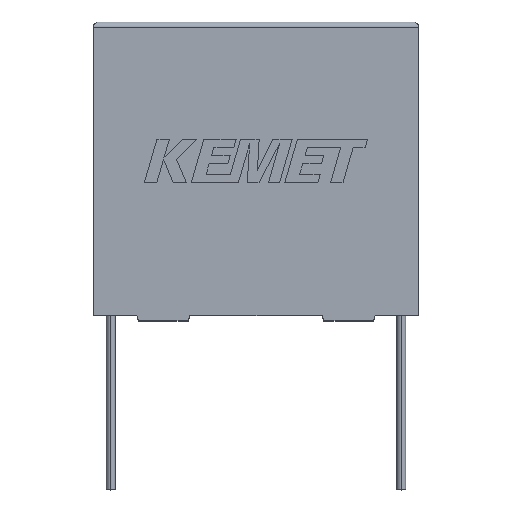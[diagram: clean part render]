
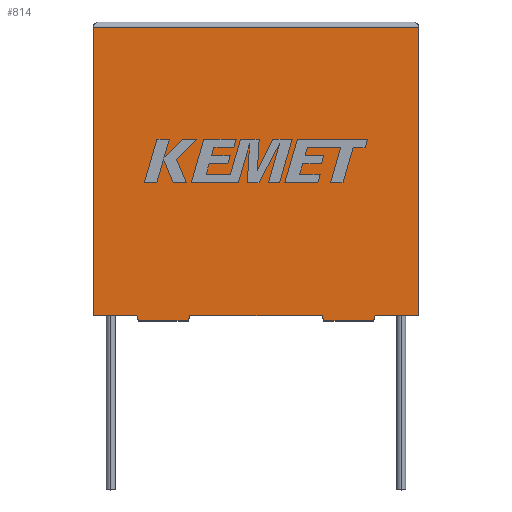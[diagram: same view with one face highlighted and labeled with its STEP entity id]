
A CAD part, top view. The second image highlights one B-rep face of the part: STEP entity #814.
In plain terms, the highlighted planar face has unit normal (0, 0, 1).
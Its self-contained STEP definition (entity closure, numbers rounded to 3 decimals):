
#157 = ORIENTED_EDGE ( 'NONE', *, *, #2481, .T. ) ;
#217 = EDGE_CURVE ( 'NONE', #1360, #365, #580, .T. ) ;
#309 = DIRECTION ( 'NONE',  ( 0.287, -0.958, 0. ) ) ;
#311 = CARTESIAN_POINT ( 'NONE',  ( 30.8, 27.3, 18.3 ) ) ;
#317 = EDGE_CURVE ( 'NONE', #334, #592, #1294, .T. ) ;
#325 = ORIENTED_EDGE ( 'NONE', *, *, #2531, .T. ) ;
#334 = VERTEX_POINT ( 'NONE', #351 ) ;
#351 = CARTESIAN_POINT ( 'NONE',  ( 9.126, 0., 18.3 ) ) ;
#356 = ORIENTED_EDGE ( 'NONE', *, *, #1496, .F. ) ;
#364 = CARTESIAN_POINT ( 'NONE',  ( 4.264, -0.5, 18.3 ) ) ;
#365 = VERTEX_POINT ( 'NONE', #1134 ) ;
#431 = CARTESIAN_POINT ( 'NONE',  ( 26.686, 0., 18.3 ) ) ;
#432 = EDGE_CURVE ( 'NONE', #365, #445, #2449, .T. ) ;
#445 = VERTEX_POINT ( 'NONE', #1109 ) ;
#507 = DIRECTION ( 'NONE',  ( 1., 0., 0. ) ) ;
#575 = VECTOR ( 'NONE', #3076, 1000. ) ;
#578 = CARTESIAN_POINT ( 'NONE',  ( 0., 27.3, 18.3 ) ) ;
#580 = LINE ( 'NONE', #2844, #2885 ) ;
#592 = VERTEX_POINT ( 'NONE', #1877 ) ;
#596 = VECTOR ( 'NONE', #760, 1000. ) ;
#683 = VECTOR ( 'NONE', #2710, 1000. ) ;
#692 = ORIENTED_EDGE ( 'NONE', *, *, #2105, .T. ) ;
#702 = EDGE_CURVE ( 'NONE', #445, #334, #2600, .T. ) ;
#721 = VERTEX_POINT ( 'NONE', #1544 ) ;
#751 = VERTEX_POINT ( 'NONE', #311 ) ;
#760 = DIRECTION ( 'NONE',  ( 1., 0., 0. ) ) ;
#799 = VECTOR ( 'NONE', #507, 1000. ) ;
#812 = CARTESIAN_POINT ( 'NONE',  ( 26.686, 0., 18.3 ) ) ;
#814 = ADVANCED_FACE ( 'NONE', ( #972 ), #3146, .F. ) ;
#848 = LINE ( 'NONE', #2554, #2783 ) ;
#968 = ORIENTED_EDGE ( 'NONE', *, *, #1833, .T. ) ;
#972 = FACE_OUTER_BOUND ( 'NONE', #2750, .T. ) ;
#1039 = DIRECTION ( 'NONE',  ( -1., 0., 0. ) ) ;
#1109 = CARTESIAN_POINT ( 'NONE',  ( 8.976, -0.5, 18.3 ) ) ;
#1121 = CARTESIAN_POINT ( 'NONE',  ( 0., 0., 18.3 ) ) ;
#1134 = CARTESIAN_POINT ( 'NONE',  ( 4.264, -0.5, 18.3 ) ) ;
#1261 = CARTESIAN_POINT ( 'NONE',  ( 26.536, -0.5, 18.3 ) ) ;
#1294 = LINE ( 'NONE', #1121, #1456 ) ;
#1341 = DIRECTION ( 'NONE',  ( 0., 0., -1. ) ) ;
#1360 = VERTEX_POINT ( 'NONE', #2124 ) ;
#1420 = LINE ( 'NONE', #2093, #1844 ) ;
#1456 = VECTOR ( 'NONE', #1617, 1000. ) ;
#1479 = VERTEX_POINT ( 'NONE', #578 ) ;
#1496 = EDGE_CURVE ( 'NONE', #2590, #592, #2829, .T. ) ;
#1539 = LINE ( 'NONE', #3113, #1975 ) ;
#1544 = CARTESIAN_POINT ( 'NONE',  ( 0., 0., 18.3 ) ) ;
#1561 = DIRECTION ( 'NONE',  ( -0.287, -0.958, 0. ) ) ;
#1582 = LINE ( 'NONE', #2686, #683 ) ;
#1617 = DIRECTION ( 'NONE',  ( 1., 0., 0. ) ) ;
#1624 = LINE ( 'NONE', #2798, #596 ) ;
#1696 = CARTESIAN_POINT ( 'NONE',  ( 21.824, -0.5, 18.3 ) ) ;
#1742 = VECTOR ( 'NONE', #1561, 1000. ) ;
#1752 = CARTESIAN_POINT ( 'NONE',  ( 0., 0., 18.3 ) ) ;
#1807 = EDGE_CURVE ( 'NONE', #2136, #3069, #2714, .T. ) ;
#1833 = EDGE_CURVE ( 'NONE', #751, #1479, #848, .T. ) ;
#1844 = VECTOR ( 'NONE', #1850, 1000. ) ;
#1850 = DIRECTION ( 'NONE',  ( -1., 0., 0. ) ) ;
#1877 = CARTESIAN_POINT ( 'NONE',  ( 21.674, 0., 18.3 ) ) ;
#1878 = EDGE_CURVE ( 'NONE', #2136, #2712, #2187, .T. ) ;
#1926 = VECTOR ( 'NONE', #2125, 1000. ) ;
#1975 = VECTOR ( 'NONE', #2334, 1000. ) ;
#1988 = ORIENTED_EDGE ( 'NONE', *, *, #432, .T. ) ;
#2069 = ORIENTED_EDGE ( 'NONE', *, *, #702, .T. ) ;
#2093 = CARTESIAN_POINT ( 'NONE',  ( 26.536, -0.5, 18.3 ) ) ;
#2105 = EDGE_CURVE ( 'NONE', #3069, #751, #1582, .T. ) ;
#2106 = ORIENTED_EDGE ( 'NONE', *, *, #1807, .T. ) ;
#2124 = CARTESIAN_POINT ( 'NONE',  ( 4.114, 0., 18.3 ) ) ;
#2125 = DIRECTION ( 'NONE',  ( 1., 0., 0. ) ) ;
#2136 = VERTEX_POINT ( 'NONE', #431 ) ;
#2187 = LINE ( 'NONE', #812, #1742 ) ;
#2221 = CARTESIAN_POINT ( 'NONE',  ( 21.824, -0.5, 18.3 ) ) ;
#2333 = ORIENTED_EDGE ( 'NONE', *, *, #3239, .F. ) ;
#2334 = DIRECTION ( 'NONE',  ( 0., -1., 0. ) ) ;
#2350 = ORIENTED_EDGE ( 'NONE', *, *, #317, .T. ) ;
#2364 = CARTESIAN_POINT ( 'NONE',  ( 0., 0., 18.3 ) ) ;
#2382 = DIRECTION ( 'NONE',  ( -1., 0., 0. ) ) ;
#2412 = CARTESIAN_POINT ( 'NONE',  ( 30.8, 0., 18.3 ) ) ;
#2419 = DIRECTION ( 'NONE',  ( -0.287, 0.958, 0. ) ) ;
#2449 = LINE ( 'NONE', #364, #1926 ) ;
#2481 = EDGE_CURVE ( 'NONE', #721, #1360, #1624, .T. ) ;
#2531 = EDGE_CURVE ( 'NONE', #1479, #721, #1539, .T. ) ;
#2554 = CARTESIAN_POINT ( 'NONE',  ( 0., 27.3, 18.3 ) ) ;
#2590 = VERTEX_POINT ( 'NONE', #2221 ) ;
#2600 = LINE ( 'NONE', #3052, #575 ) ;
#2686 = CARTESIAN_POINT ( 'NONE',  ( 30.8, 0., 18.3 ) ) ;
#2710 = DIRECTION ( 'NONE',  ( 0., 1., 0. ) ) ;
#2712 = VERTEX_POINT ( 'NONE', #1261 ) ;
#2714 = LINE ( 'NONE', #1752, #799 ) ;
#2750 = EDGE_LOOP ( 'NONE', ( #692, #968, #325, #157, #2987, #1988, #2069, #2350, #356, #2333, #2994, #2106 ) ) ;
#2783 = VECTOR ( 'NONE', #1039, 1000. ) ;
#2798 = CARTESIAN_POINT ( 'NONE',  ( 0., 0., 18.3 ) ) ;
#2829 = LINE ( 'NONE', #1696, #3067 ) ;
#2844 = CARTESIAN_POINT ( 'NONE',  ( 4.114, 0., 18.3 ) ) ;
#2885 = VECTOR ( 'NONE', #309, 1000. ) ;
#2933 = AXIS2_PLACEMENT_3D ( 'NONE', #2364, #1341, #2382 ) ;
#2987 = ORIENTED_EDGE ( 'NONE', *, *, #217, .T. ) ;
#2994 = ORIENTED_EDGE ( 'NONE', *, *, #1878, .F. ) ;
#3052 = CARTESIAN_POINT ( 'NONE',  ( 8.976, -0.5, 18.3 ) ) ;
#3067 = VECTOR ( 'NONE', #2419, 1000. ) ;
#3069 = VERTEX_POINT ( 'NONE', #2412 ) ;
#3076 = DIRECTION ( 'NONE',  ( 0.287, 0.958, 0. ) ) ;
#3113 = CARTESIAN_POINT ( 'NONE',  ( 0., 0., 18.3 ) ) ;
#3146 = PLANE ( 'NONE',  #2933 ) ;
#3239 = EDGE_CURVE ( 'NONE', #2712, #2590, #1420, .T. ) ;
